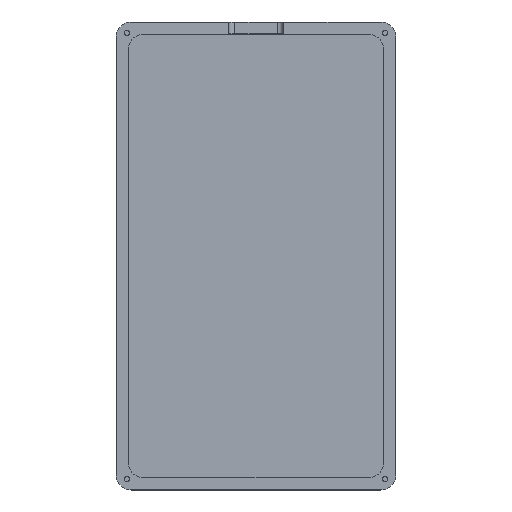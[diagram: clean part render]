
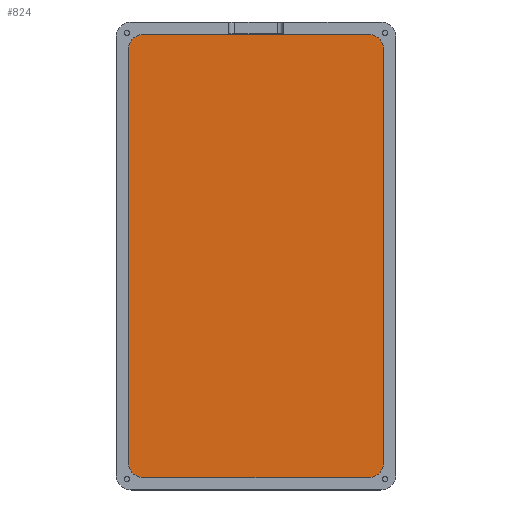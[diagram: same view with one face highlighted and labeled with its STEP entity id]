
A CAD part, top view. The second image highlights one B-rep face of the part: STEP entity #824.
In plain terms, the highlighted planar face has unit normal (0, 0, 1).
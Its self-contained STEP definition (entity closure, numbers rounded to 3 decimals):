
#57=PLANE('',#922);
#107=FACE_OUTER_BOUND('',#161,.T.);
#161=EDGE_LOOP('',(#748,#749,#750,#751,#752,#753,#754,#755));
#194=LINE('',#1277,#260);
#199=LINE('',#1289,#265);
#202=LINE('',#1300,#268);
#205=LINE('',#1305,#271);
#260=VECTOR('',#1039,10.);
#265=VECTOR('',#1050,10.);
#268=VECTOR('',#1063,10.);
#271=VECTOR('',#1068,10.);
#316=CIRCLE('',#878,2.5);
#319=CIRCLE('',#884,2.5);
#320=CIRCLE('',#886,2.5);
#321=CIRCLE('',#890,2.5);
#376=VERTEX_POINT('',#1268);
#377=VERTEX_POINT('',#1270);
#379=VERTEX_POINT('',#1276);
#383=VERTEX_POINT('',#1287);
#384=VERTEX_POINT('',#1291);
#385=VERTEX_POINT('',#1295);
#386=VERTEX_POINT('',#1299);
#387=VERTEX_POINT('',#1303);
#460=EDGE_CURVE('',#377,#376,#316,.T.);
#463=EDGE_CURVE('',#379,#377,#194,.T.);
#470=EDGE_CURVE('',#376,#383,#199,.T.);
#471=EDGE_CURVE('',#384,#379,#319,.T.);
#474=EDGE_CURVE('',#383,#385,#320,.T.);
#475=EDGE_CURVE('',#386,#384,#202,.T.);
#478=EDGE_CURVE('',#385,#387,#205,.T.);
#479=EDGE_CURVE('',#387,#386,#321,.T.);
#748=ORIENTED_EDGE('',*,*,#460,.T.);
#749=ORIENTED_EDGE('',*,*,#470,.T.);
#750=ORIENTED_EDGE('',*,*,#474,.T.);
#751=ORIENTED_EDGE('',*,*,#478,.T.);
#752=ORIENTED_EDGE('',*,*,#479,.T.);
#753=ORIENTED_EDGE('',*,*,#475,.T.);
#754=ORIENTED_EDGE('',*,*,#471,.T.);
#755=ORIENTED_EDGE('',*,*,#463,.T.);
#824=ADVANCED_FACE('',(#107),#57,.F.);
#878=AXIS2_PLACEMENT_3D('',#1271,#1033,#1034);
#884=AXIS2_PLACEMENT_3D('',#1292,#1053,#1054);
#886=AXIS2_PLACEMENT_3D('',#1297,#1059,#1060);
#890=AXIS2_PLACEMENT_3D('',#1307,#1071,#1072);
#922=AXIS2_PLACEMENT_3D('',#1767,#1157,#1158);
#1033=DIRECTION('center_axis',(0.,0.,1.));
#1034=DIRECTION('ref_axis',(0.,1.,0.));
#1039=DIRECTION('',(-1.,0.,0.));
#1050=DIRECTION('',(0.,-1.,0.));
#1053=DIRECTION('center_axis',(0.,0.,1.));
#1054=DIRECTION('ref_axis',(1.,0.,0.));
#1059=DIRECTION('center_axis',(0.,0.,1.));
#1060=DIRECTION('ref_axis',(-1.,0.,0.));
#1063=DIRECTION('',(0.,1.,0.));
#1068=DIRECTION('',(1.,0.,0.));
#1071=DIRECTION('center_axis',(0.,0.,1.));
#1072=DIRECTION('ref_axis',(0.,-1.,0.));
#1157=DIRECTION('center_axis',(0.,0.,-1.));
#1158=DIRECTION('ref_axis',(-1.,0.,0.));
#1268=CARTESIAN_POINT('',(-1.,68.35,-0.85));
#1270=CARTESIAN_POINT('',(1.5,70.85,-0.85));
#1271=CARTESIAN_POINT('Origin',(1.5,68.35,-0.85));
#1276=CARTESIAN_POINT('',(37.87,70.85,-0.85));
#1277=CARTESIAN_POINT('',(10.592,70.85,-0.85));
#1287=CARTESIAN_POINT('',(-1.,1.5,-0.85));
#1289=CARTESIAN_POINT('',(-1.,18.212,-0.85));
#1291=CARTESIAN_POINT('',(40.37,68.35,-0.85));
#1292=CARTESIAN_POINT('Origin',(37.87,68.35,-0.85));
#1295=CARTESIAN_POINT('',(1.5,-1.,-0.85));
#1297=CARTESIAN_POINT('Origin',(1.5,1.5,-0.85));
#1299=CARTESIAN_POINT('',(40.37,1.5,-0.85));
#1300=CARTESIAN_POINT('',(40.37,51.637,-0.85));
#1303=CARTESIAN_POINT('',(37.87,-1.,-0.85));
#1305=CARTESIAN_POINT('',(28.777,-1.,-0.85));
#1307=CARTESIAN_POINT('Origin',(37.87,1.5,-0.85));
#1767=CARTESIAN_POINT('Origin',(19.685,34.925,-0.85));
